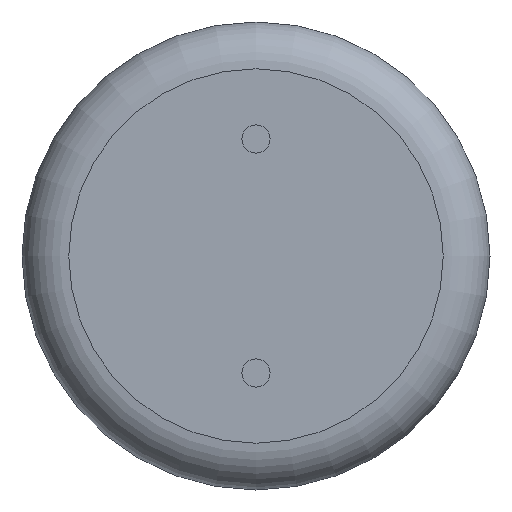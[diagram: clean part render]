
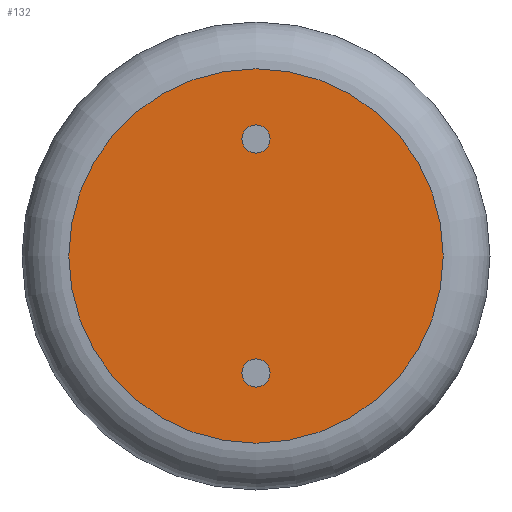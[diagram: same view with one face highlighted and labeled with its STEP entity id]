
A CAD part, front view. The second image highlights one B-rep face of the part: STEP entity #132.
In plain terms, the highlighted planar face has unit normal (0, -1, 0).
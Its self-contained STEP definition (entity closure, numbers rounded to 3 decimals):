
#20=PLANE('',#173);
#28=FACE_BOUND('',#59,.T.);
#29=FACE_BOUND('',#60,.T.);
#40=FACE_OUTER_BOUND('',#58,.T.);
#58=EDGE_LOOP('',(#108));
#59=EDGE_LOOP('',(#109));
#60=EDGE_LOOP('',(#110));
#62=CIRCLE('',#155,0.3);
#64=CIRCLE('',#159,0.3);
#70=CIRCLE('',#172,4.);
#72=VERTEX_POINT('',#222);
#74=VERTEX_POINT('',#228);
#80=VERTEX_POINT('',#247);
#82=EDGE_CURVE('',#72,#72,#62,.T.);
#84=EDGE_CURVE('',#74,#74,#64,.T.);
#90=EDGE_CURVE('',#80,#80,#70,.T.);
#108=ORIENTED_EDGE('',*,*,#90,.T.);
#109=ORIENTED_EDGE('',*,*,#82,.T.);
#110=ORIENTED_EDGE('',*,*,#84,.T.);
#132=ADVANCED_FACE('',(#40,#28,#29),#20,.T.);
#155=AXIS2_PLACEMENT_3D('',#223,#180,#181);
#159=AXIS2_PLACEMENT_3D('',#229,#188,#189);
#172=AXIS2_PLACEMENT_3D('',#248,#214,#215);
#173=AXIS2_PLACEMENT_3D('',#249,#216,#217);
#180=DIRECTION('center_axis',(0.,1.,0.));
#181=DIRECTION('ref_axis',(-1.,0.,0.));
#188=DIRECTION('center_axis',(0.,1.,0.));
#189=DIRECTION('ref_axis',(-1.,0.,0.));
#214=DIRECTION('center_axis',(0.,-1.,0.));
#215=DIRECTION('ref_axis',(1.,0.,0.));
#216=DIRECTION('center_axis',(0.,-1.,0.));
#217=DIRECTION('ref_axis',(0.,0.,-1.));
#222=CARTESIAN_POINT('',(0.3,0.,-2.5));
#223=CARTESIAN_POINT('Origin',(0.,0.,-2.5));
#228=CARTESIAN_POINT('',(0.3,0.,2.5));
#229=CARTESIAN_POINT('Origin',(0.,0.,2.5));
#247=CARTESIAN_POINT('',(4.,0.,0.));
#248=CARTESIAN_POINT('Origin',(0.,0.,0.));
#249=CARTESIAN_POINT('Origin',(0.,0.,0.));
